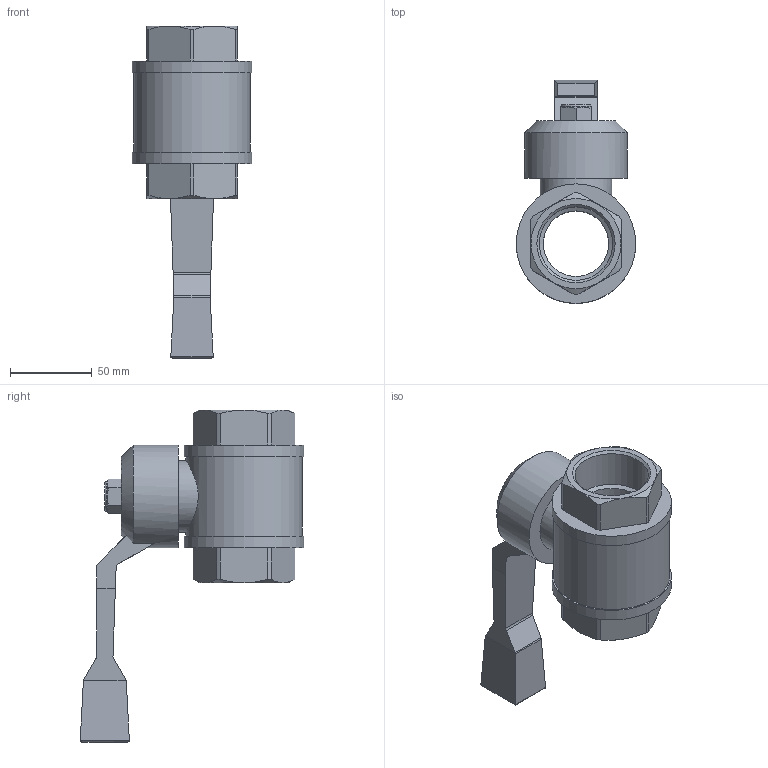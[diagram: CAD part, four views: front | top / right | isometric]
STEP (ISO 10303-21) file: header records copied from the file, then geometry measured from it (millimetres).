
FILE_DESCRIPTION(/* description */ ('STEP AP214'),/* implementation_level */ '2;1');
FILE_NAME(/* name */ '6837_QH-1_1_2',/* time_stamp */ '2024-09-14T05:27:48+02:00',/* author */ ('License CC BY-ND 4.0'),/* organization */ ('CADENAS'),/* preprocessor_version */ 'ST-DEVELOPER v19.3',/* originating_system */ 'PARTsolutions',/* authorisation */ ' ');
FILE_SCHEMA (('AUTOMOTIVE_DESIGN {1 0 10303 214 3 1 1}'));
Length unit declared in the file: millimetre
Products named in the file (1): 6837 QH-1 1/2
Bounding box: 73 x 136.5 x 202.75 mm (x, y, z)
Volume: 381741.2 mm3; surface area: 63676.8 mm2
Topology: 1 solids, 1 shells, 99 faces, 245 edges, 155 vertices
Faces by surface type: plane 44, cylinder 31, cone 23, torus 1
Full cylindrical faces by diameter (mm): 18.333 x1, 40 x1, 43.8 x1, 44.845 x2, 62.7 x1, 71 x1, 73 x2
Entity records: 3636 total; most frequent: CARTESIAN_POINT 648, DIRECTION 476, ORIENTED_EDGE 454, EDGE_CURVE 227, AXIS2_PLACEMENT_3D 189, VERTEX_POINT 152, EDGE_LOOP 123, FACE_BOUND 123
